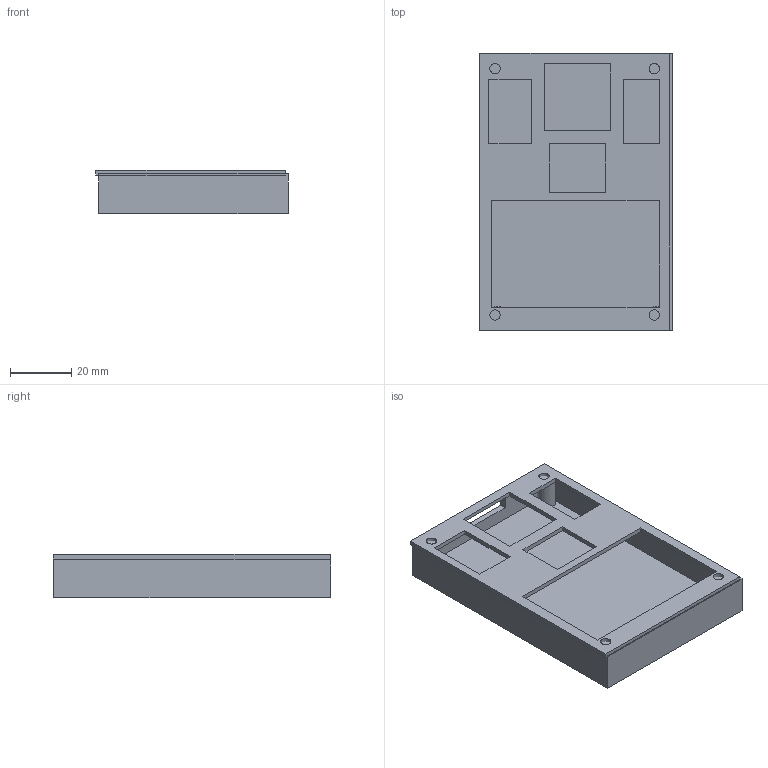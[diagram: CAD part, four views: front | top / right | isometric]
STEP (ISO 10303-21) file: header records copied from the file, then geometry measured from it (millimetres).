
FILE_DESCRIPTION(/* description */ (''),/* implementation_level */ '2;1');
FILE_NAME(/* name */ 'Untitled12.step',/* time_stamp */ '2025-12-06T22:25:30-06:00',/* author */ (''),/* organization */ (''),/* preprocessor_version */ 'ST-DEVELOPER v20.1',/* originating_system */ 'Autodesk Translation Framework v14.21.0.0',/* authorisation */ '');
FILE_SCHEMA (('AUTOMOTIVE_DESIGN { 1 0 10303 214 3 1 1 }'));
Length unit declared in the file: millimetre
Products named in the file (3): 2025-11-27-00-55-57-840; 2025-12-06-17-31-30-794; 2025-12-06-17-31-31-014
Assembly tree (2 placements, depth 2):
  2025-11-27-00-55-57-840
    2025-12-06-17-31-30-794
    2025-12-06-17-31-31-014
Bounding box: 63.03 x 90.81 x 14.12 mm (x, y, z)
Volume: 27312.3 mm3; surface area: 24673.3 mm2
Topology: 2 solids, 2 shells, 73 faces, 183 edges, 106 vertices
Faces by surface type: plane 61, cylinder 12
Full cylindrical faces by diameter (mm): 3.4 x4
Entity records: 2234 total; most frequent: CARTESIAN_POINT 367, ORIENTED_EDGE 366, DIRECTION 363, EDGE_CURVE 183, LINE 159, VECTOR 159, VERTEX_POINT 106, AXIS2_PLACEMENT_3D 102
